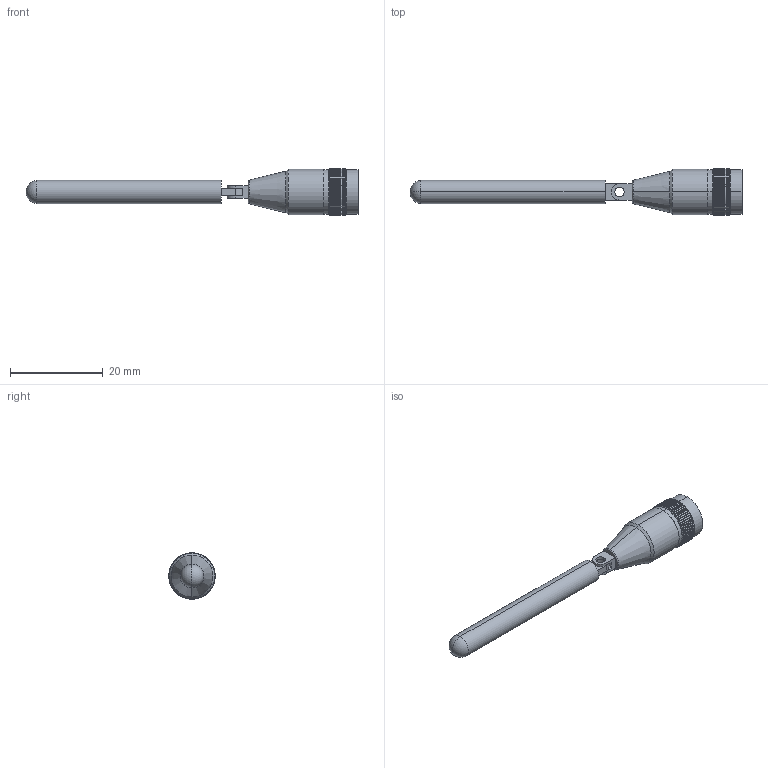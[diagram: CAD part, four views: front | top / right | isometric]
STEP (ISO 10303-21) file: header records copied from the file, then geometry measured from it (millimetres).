
FILE_DESCRIPTION (( 'STEP AP214' ), '1' );
FILE_NAME ('LCANRBD1054_3D.step', '2024-10-29T16:51:05', ( '' ), ( '' ), 'SwSTEP 2.0', 'SolidWorks 2022', '' );
FILE_SCHEMA (( 'AUTOMOTIVE_DESIGN' ));
Length unit declared in the file: inch
Products named in the file (3): LCANRBD1054; LCANRBD1054_3D; LCANRBD1054_SWIVEL
Assembly tree (2 placements, depth 2):
  LCANRBD1054_3D
    LCANRBD1054_SWIVEL
    LCANRBD1054
Bounding box: 71.51 x 10 x 10 mm (x, y, z)
Volume: 2242.2 mm3; surface area: 1714.1 mm2
Topology: 2 solids, 2 shells, 289 faces, 808 edges, 533 vertices
Faces by surface type: plane 162, cylinder 108, cone 12, bspline 3, torus 2, sphere 2
Entity records: 11063 total; most frequent: CARTESIAN_POINT 3313, ORIENTED_EDGE 1616, DIRECTION 1300, EDGE_CURVE 808, VERTEX_POINT 533, AXIS2_PLACEMENT_3D 508, EDGE_LOOP 305, FACE_OUTER_BOUND 289
